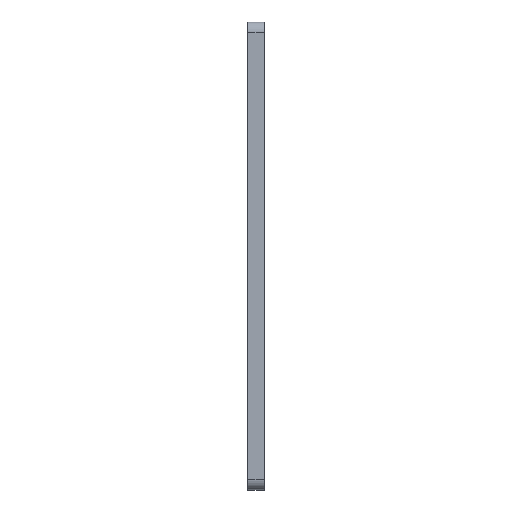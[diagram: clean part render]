
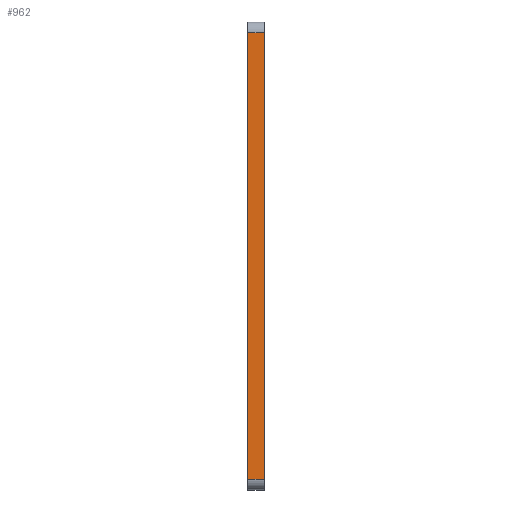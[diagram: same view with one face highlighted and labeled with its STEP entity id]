
A CAD part, left-side view. The second image highlights one B-rep face of the part: STEP entity #962.
In plain terms, the highlighted planar face has unit normal (-1, 0, 0).
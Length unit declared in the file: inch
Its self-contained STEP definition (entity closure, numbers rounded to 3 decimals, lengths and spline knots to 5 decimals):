
#92=FACE_OUTER_BOUND('',#158,.T.);
#158=EDGE_LOOP('',(#879,#880,#881,#882));
#161=LINE('',#1299,#269);
#211=LINE('',#1429,#319);
#238=LINE('',#1493,#346);
#240=LINE('',#1497,#348);
#269=VECTOR('',#1047,0.3937);
#319=VECTOR('',#1151,0.3937);
#346=VECTOR('',#1196,0.3937);
#348=VECTOR('',#1202,0.3937);
#404=VERTEX_POINT('',#1296);
#405=VERTEX_POINT('',#1298);
#457=VERTEX_POINT('',#1426);
#458=VERTEX_POINT('',#1428);
#492=EDGE_CURVE('',#404,#405,#161,.T.);
#557=EDGE_CURVE('',#457,#458,#211,.T.);
#590=EDGE_CURVE('',#405,#457,#238,.T.);
#592=EDGE_CURVE('',#458,#404,#240,.T.);
#879=ORIENTED_EDGE('',*,*,#590,.F.);
#880=ORIENTED_EDGE('',*,*,#492,.F.);
#881=ORIENTED_EDGE('',*,*,#592,.F.);
#882=ORIENTED_EDGE('',*,*,#557,.F.);
#916=PLANE('',#1034);
#962=ADVANCED_FACE('',(#92),#916,.T.);
#1034=AXIS2_PLACEMENT_3D('',#1551,#1283,#1284);
#1047=DIRECTION('',(0.,0.,1.));
#1151=DIRECTION('',(0.,0.,-1.));
#1196=DIRECTION('',(0.,-1.,0.));
#1202=DIRECTION('',(0.,1.,0.));
#1283=DIRECTION('center_axis',(-1.,0.,0.));
#1284=DIRECTION('ref_axis',(0.,0.,1.));
#1296=CARTESIAN_POINT('',(-2.7,0.1,-1.52815));
#1298=CARTESIAN_POINT('',(-2.7,0.1,1.76437));
#1299=CARTESIAN_POINT('',(-2.7,0.1,1.84311));
#1426=CARTESIAN_POINT('',(-2.7,-0.01811,1.76437));
#1428=CARTESIAN_POINT('',(-2.7,-0.01811,-1.52815));
#1429=CARTESIAN_POINT('',(-2.7,-0.01811,1.84311));
#1493=CARTESIAN_POINT('',(-2.7,-0.01811,1.76437));
#1497=CARTESIAN_POINT('',(-2.7,-0.01811,-1.52815));
#1551=CARTESIAN_POINT('Origin',(-2.7,-0.01811,-1.60689));
